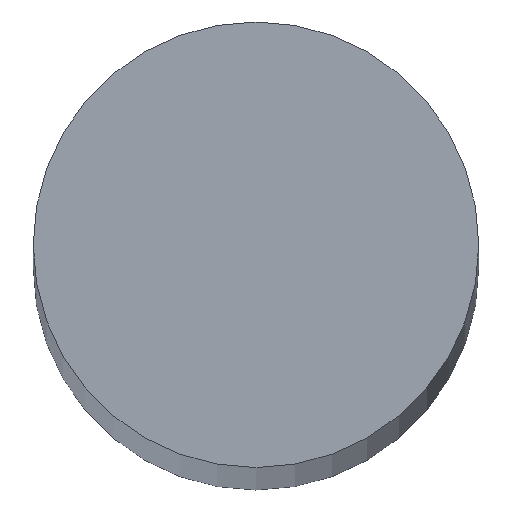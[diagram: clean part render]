
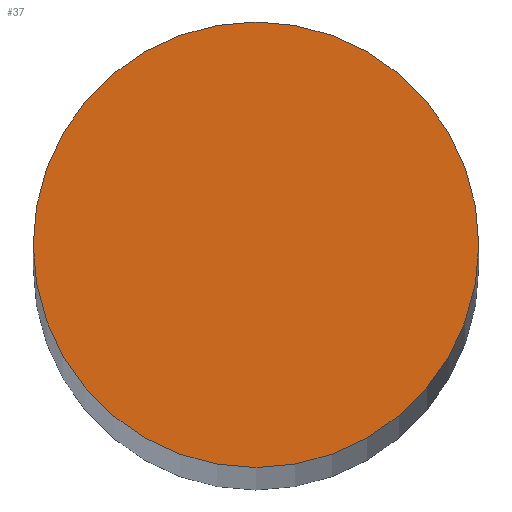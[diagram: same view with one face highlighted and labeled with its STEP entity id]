
A CAD part, top view. The second image highlights one B-rep face of the part: STEP entity #37.
In plain terms, the highlighted planar face has unit normal (0, 0, 1).
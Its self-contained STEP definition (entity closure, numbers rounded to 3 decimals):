
#3 = EDGE_CURVE ( 'NONE', #110, #68, #38, .T. ) ;
#14 = FACE_OUTER_BOUND ( 'NONE', #81, .T. ) ;
#18 = EDGE_CURVE ( 'NONE', #68, #110, #28, .T. ) ;
#24 = CARTESIAN_POINT ( 'NONE',  ( -5., 0., 288.5 ) ) ;
#28 = CIRCLE ( 'NONE', #169, 5. ) ;
#33 = DIRECTION ( 'NONE',  ( 0., 0., 1. ) ) ;
#35 = ORIENTED_EDGE ( 'NONE', *, *, #18, .T. ) ;
#37 = ADVANCED_FACE ( 'NONE', ( #14 ), #129, .T. ) ;
#38 = CIRCLE ( 'NONE', #142, 5. ) ;
#54 = DIRECTION ( 'NONE',  ( 0., 0., 1. ) ) ;
#68 = VERTEX_POINT ( 'NONE', #127 ) ;
#81 = EDGE_LOOP ( 'NONE', ( #138, #35 ) ) ;
#86 = DIRECTION ( 'NONE',  ( 1., 0., 0. ) ) ;
#87 = CARTESIAN_POINT ( 'NONE',  ( 0., 0., 288.5 ) ) ;
#94 = AXIS2_PLACEMENT_3D ( 'NONE', #87, #128, #86 ) ;
#107 = DIRECTION ( 'NONE',  ( 1., 0., 0. ) ) ;
#110 = VERTEX_POINT ( 'NONE', #24 ) ;
#122 = DIRECTION ( 'NONE',  ( 1., 0., 0. ) ) ;
#124 = CARTESIAN_POINT ( 'NONE',  ( 0., 0., 288.5 ) ) ;
#127 = CARTESIAN_POINT ( 'NONE',  ( 5., 0., 288.5 ) ) ;
#128 = DIRECTION ( 'NONE',  ( 0., 0., 1. ) ) ;
#129 = PLANE ( 'NONE',  #94 ) ;
#138 = ORIENTED_EDGE ( 'NONE', *, *, #3, .T. ) ;
#142 = AXIS2_PLACEMENT_3D ( 'NONE', #164, #33, #122 ) ;
#164 = CARTESIAN_POINT ( 'NONE',  ( 0., 0., 288.5 ) ) ;
#169 = AXIS2_PLACEMENT_3D ( 'NONE', #124, #54, #107 ) ;
